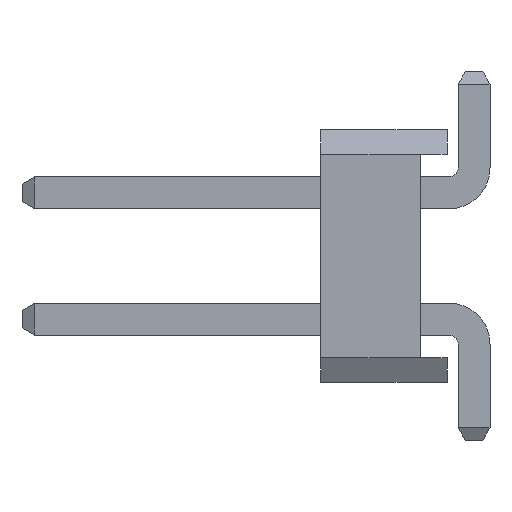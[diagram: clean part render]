
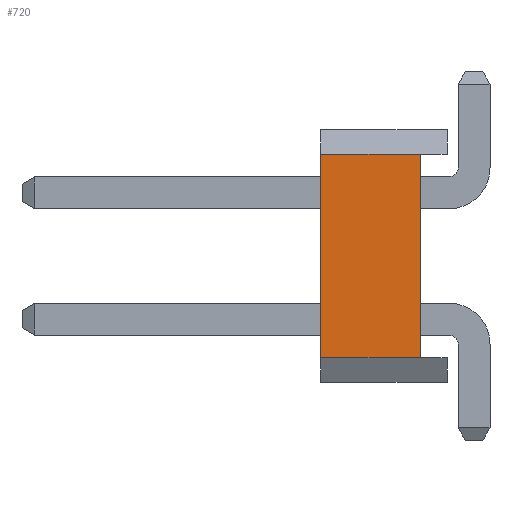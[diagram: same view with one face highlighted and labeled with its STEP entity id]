
A CAD part, left-side view. The second image highlights one B-rep face of the part: STEP entity #720.
In plain terms, the highlighted planar face has unit normal (-1, 0, 0).
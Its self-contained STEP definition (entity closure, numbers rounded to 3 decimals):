
#47 = VECTOR ( 'NONE', #2731, 1000. ) ;
#119 = VERTEX_POINT ( 'NONE', #494 ) ;
#275 = LINE ( 'NONE', #2332, #2279 ) ;
#294 = ORIENTED_EDGE ( 'NONE', *, *, #2444, .T. ) ;
#411 = ORIENTED_EDGE ( 'NONE', *, *, #2976, .T. ) ;
#488 = DIRECTION ( 'NONE',  ( -1., 0., 0. ) ) ;
#494 = CARTESIAN_POINT ( 'NONE',  ( -6.32, 2.54, 2.04 ) ) ;
#694 = CARTESIAN_POINT ( 'NONE',  ( -6.32, 2.54, 2.54 ) ) ;
#720 = ADVANCED_FACE ( 'NONE', ( #1051 ), #1112, .T. ) ;
#941 = LINE ( 'NONE', #694, #47 ) ;
#995 = LINE ( 'NONE', #4030, #3713 ) ;
#1051 = FACE_OUTER_BOUND ( 'NONE', #4344, .T. ) ;
#1091 = EDGE_CURVE ( 'NONE', #3734, #2348, #275, .T. ) ;
#1112 = PLANE ( 'NONE',  #3891 ) ;
#1146 = VECTOR ( 'NONE', #1723, 1000. ) ;
#1199 = LINE ( 'NONE', #3401, #1146 ) ;
#1316 = DIRECTION ( 'NONE',  ( 0., 0., 1. ) ) ;
#1723 = DIRECTION ( 'NONE',  ( 0., 1., 0. ) ) ;
#2279 = VECTOR ( 'NONE', #2998, 1000. ) ;
#2332 = CARTESIAN_POINT ( 'NONE',  ( -6.32, 2.54, -2.04 ) ) ;
#2348 = VERTEX_POINT ( 'NONE', #4390 ) ;
#2444 = EDGE_CURVE ( 'NONE', #3734, #3050, #995, .T. ) ;
#2461 = CARTESIAN_POINT ( 'NONE',  ( -6.32, 0.54, -2.04 ) ) ;
#2539 = EDGE_CURVE ( 'NONE', #2348, #119, #941, .T. ) ;
#2731 = DIRECTION ( 'NONE',  ( 0., 0., 1. ) ) ;
#2827 = CARTESIAN_POINT ( 'NONE',  ( -6.32, 2.54, 2.54 ) ) ;
#2976 = EDGE_CURVE ( 'NONE', #3050, #119, #1199, .T. ) ;
#2998 = DIRECTION ( 'NONE',  ( 0., 1., 0. ) ) ;
#3050 = VERTEX_POINT ( 'NONE', #3417 ) ;
#3175 = DIRECTION ( 'NONE',  ( 0., 0., 1. ) ) ;
#3401 = CARTESIAN_POINT ( 'NONE',  ( -6.32, 2.54, 2.04 ) ) ;
#3417 = CARTESIAN_POINT ( 'NONE',  ( -6.32, 0.54, 2.04 ) ) ;
#3639 = ORIENTED_EDGE ( 'NONE', *, *, #1091, .F. ) ;
#3713 = VECTOR ( 'NONE', #1316, 1000. ) ;
#3734 = VERTEX_POINT ( 'NONE', #2461 ) ;
#3784 = ORIENTED_EDGE ( 'NONE', *, *, #2539, .F. ) ;
#3891 = AXIS2_PLACEMENT_3D ( 'NONE', #2827, #488, #3175 ) ;
#4030 = CARTESIAN_POINT ( 'NONE',  ( -6.32, 0.54, 2.04 ) ) ;
#4344 = EDGE_LOOP ( 'NONE', ( #294, #411, #3784, #3639 ) ) ;
#4390 = CARTESIAN_POINT ( 'NONE',  ( -6.32, 2.54, -2.04 ) ) ;
